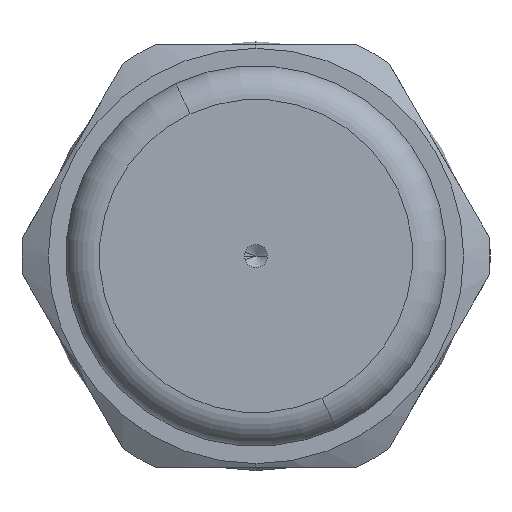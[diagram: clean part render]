
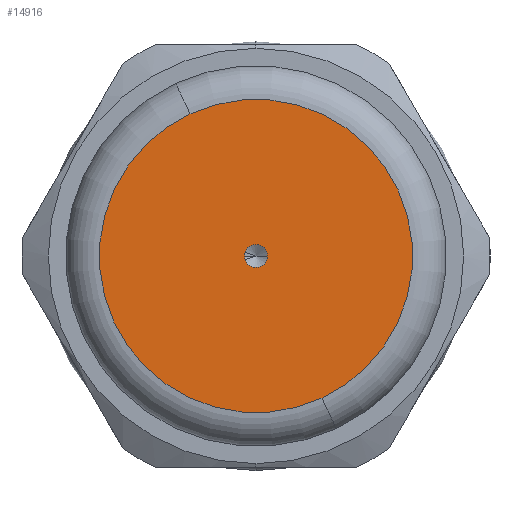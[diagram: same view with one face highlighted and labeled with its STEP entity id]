
A CAD part, left-side view. The second image highlights one B-rep face of the part: STEP entity #14916.
In plain terms, the highlighted planar face has unit normal (-1, 0, 0).
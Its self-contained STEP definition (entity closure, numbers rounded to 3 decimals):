
#162 = EDGE_CURVE ( 'NONE', #869, #10942, #2176, .T. ) ;
#310 = EDGE_CURVE ( 'NONE', #10942, #869, #4584, .T. ) ;
#869 = VERTEX_POINT ( 'NONE', #3520 ) ;
#883 = EDGE_LOOP ( 'NONE', ( #1433, #10605 ) ) ;
#1055 = CARTESIAN_POINT ( 'NONE',  ( -23., 0., 0. ) ) ;
#1207 = FACE_OUTER_BOUND ( 'NONE', #16521, .T. ) ;
#1433 = ORIENTED_EDGE ( 'NONE', *, *, #12723, .T. ) ;
#1579 = AXIS2_PLACEMENT_3D ( 'NONE', #1055, #10857, #7963 ) ;
#2176 = CIRCLE ( 'NONE', #13461, 8.23 ) ;
#3409 = DIRECTION ( 'NONE',  ( -1., 0., 0. ) ) ;
#3520 = CARTESIAN_POINT ( 'NONE',  ( -23., -3.468, -7.463 ) ) ;
#4327 = DIRECTION ( 'NONE',  ( 0., -0.421, -0.907 ) ) ;
#4584 = CIRCLE ( 'NONE', #6161, 8.23 ) ;
#4601 = VERTEX_POINT ( 'NONE', #8716 ) ;
#6161 = AXIS2_PLACEMENT_3D ( 'NONE', #10105, #11496, #15680 ) ;
#6205 = CARTESIAN_POINT ( 'NONE',  ( -23., 3.468, 7.463 ) ) ;
#6568 = ORIENTED_EDGE ( 'NONE', *, *, #162, .F. ) ;
#7302 = DIRECTION ( 'NONE',  ( 0., 0.421, 0.907 ) ) ;
#7658 = AXIS2_PLACEMENT_3D ( 'NONE', #14523, #3409, #7302 ) ;
#7963 = DIRECTION ( 'NONE',  ( 0., -0.421, -0.907 ) ) ;
#8612 = DIRECTION ( 'NONE',  ( 1., 0., 0. ) ) ;
#8716 = CARTESIAN_POINT ( 'NONE',  ( -23., 0.253, 0.544 ) ) ;
#8999 = ORIENTED_EDGE ( 'NONE', *, *, #310, .F. ) ;
#10105 = CARTESIAN_POINT ( 'NONE',  ( -23., 0., 0. ) ) ;
#10605 = ORIENTED_EDGE ( 'NONE', *, *, #13234, .T. ) ;
#10857 = DIRECTION ( 'NONE',  ( 1., 0., 0. ) ) ;
#10942 = VERTEX_POINT ( 'NONE', #6205 ) ;
#11301 = CIRCLE ( 'NONE', #1579, 0.6 ) ;
#11496 = DIRECTION ( 'NONE',  ( 1., 0., 0. ) ) ;
#11608 = VERTEX_POINT ( 'NONE', #17102 ) ;
#12364 = FACE_BOUND ( 'NONE', #883, .T. ) ;
#12723 = EDGE_CURVE ( 'NONE', #11608, #4601, #14647, .T. ) ;
#13066 = PLANE ( 'NONE',  #7658 ) ;
#13181 = AXIS2_PLACEMENT_3D ( 'NONE', #16976, #14172, #4327 ) ;
#13234 = EDGE_CURVE ( 'NONE', #4601, #11608, #11301, .T. ) ;
#13461 = AXIS2_PLACEMENT_3D ( 'NONE', #15087, #8612, #15746 ) ;
#14172 = DIRECTION ( 'NONE',  ( 1., 0., 0. ) ) ;
#14523 = CARTESIAN_POINT ( 'NONE',  ( -23., -0.253, -0.544 ) ) ;
#14647 = CIRCLE ( 'NONE', #13181, 0.6 ) ;
#14916 = ADVANCED_FACE ( 'NONE', ( #12364, #1207 ), #13066, .T. ) ;
#15087 = CARTESIAN_POINT ( 'NONE',  ( -23., 0., 0. ) ) ;
#15680 = DIRECTION ( 'NONE',  ( 0., -0.421, -0.907 ) ) ;
#15746 = DIRECTION ( 'NONE',  ( 0., -0.421, -0.907 ) ) ;
#16521 = EDGE_LOOP ( 'NONE', ( #6568, #8999 ) ) ;
#16976 = CARTESIAN_POINT ( 'NONE',  ( -23., 0., 0. ) ) ;
#17102 = CARTESIAN_POINT ( 'NONE',  ( -23., -0.253, -0.544 ) ) ;
